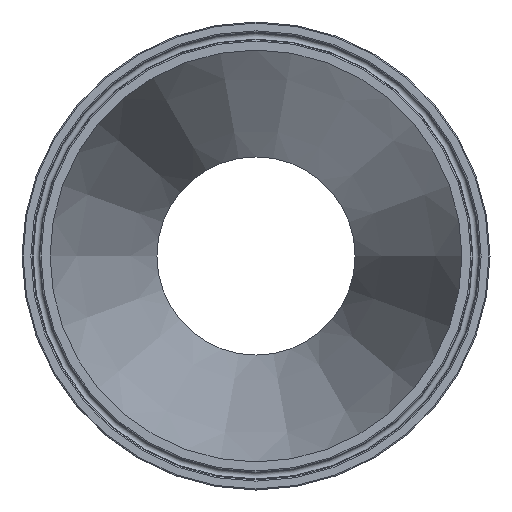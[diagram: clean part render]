
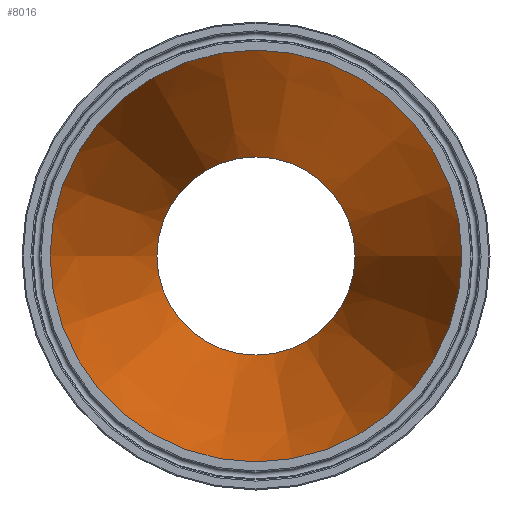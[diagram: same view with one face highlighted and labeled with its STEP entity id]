
A CAD part, left-side view. The second image highlights one B-rep face of the part: STEP entity #8016.
In plain terms, the highlighted conical face has half-angle 15.255 degrees and reference radius 54.381 mm.
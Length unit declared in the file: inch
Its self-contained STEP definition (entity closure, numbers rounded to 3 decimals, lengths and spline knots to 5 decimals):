
#931=FACE_OUTER_BOUND('',#1405,.T.);
#1405=EDGE_LOOP('',(#7371,#7372,#7373,#7374,#7375,#7376));
#1628=CIRCLE('',#8524,1.391);
#1629=CIRCLE('',#8525,1.391);
#1630=CIRCLE('',#8527,2.891);
#1631=CIRCLE('',#8528,2.891);
#2183=LINE('',#17661,#2690);
#2690=VECTOR('',#10044,2.141);
#3838=VERTEX_POINT('',#17655);
#3839=VERTEX_POINT('',#17656);
#3840=VERTEX_POINT('',#17660);
#3841=VERTEX_POINT('',#17662);
#5028=EDGE_CURVE('',#3838,#3839,#1628,.T.);
#5029=EDGE_CURVE('',#3839,#3838,#1629,.T.);
#5030=EDGE_CURVE('',#3839,#3840,#2183,.T.);
#5031=EDGE_CURVE('',#3841,#3840,#1630,.T.);
#5032=EDGE_CURVE('',#3840,#3841,#1631,.T.);
#7371=ORIENTED_EDGE('',*,*,#5028,.T.);
#7372=ORIENTED_EDGE('',*,*,#5030,.T.);
#7373=ORIENTED_EDGE('',*,*,#5031,.F.);
#7374=ORIENTED_EDGE('',*,*,#5032,.F.);
#7375=ORIENTED_EDGE('',*,*,#5030,.F.);
#7376=ORIENTED_EDGE('',*,*,#5029,.T.);
#7539=CONICAL_SURFACE('',#8526,2.141,0.266);
#8016=ADVANCED_FACE('',(#931),#7539,.F.);
#8524=AXIS2_PLACEMENT_3D('',#17657,#10038,#10039);
#8525=AXIS2_PLACEMENT_3D('',#17658,#10040,#10041);
#8526=AXIS2_PLACEMENT_3D('',#17659,#10042,#10043);
#8527=AXIS2_PLACEMENT_3D('',#17663,#10045,#10046);
#8528=AXIS2_PLACEMENT_3D('',#17664,#10047,#10048);
#10038=DIRECTION('center_axis',(1.,0.,0.));
#10039=DIRECTION('ref_axis',(0.,1.,0.));
#10040=DIRECTION('center_axis',(1.,0.,0.));
#10041=DIRECTION('ref_axis',(0.,1.,0.));
#10042=DIRECTION('center_axis',(-1.,0.,0.));
#10043=DIRECTION('ref_axis',(0.,1.,0.));
#10044=DIRECTION('',(-0.965,-0.263,0.));
#10045=DIRECTION('center_axis',(1.,0.,0.));
#10046=DIRECTION('ref_axis',(0.,1.,0.));
#10047=DIRECTION('center_axis',(1.,0.,0.));
#10048=DIRECTION('ref_axis',(0.,1.,0.));
#17655=CARTESIAN_POINT('',(6.55662,1.391,0.));
#17656=CARTESIAN_POINT('',(6.55662,-1.391,0.));
#17657=CARTESIAN_POINT('Origin',(6.55662,0.,
0.));
#17658=CARTESIAN_POINT('Origin',(6.55662,0.,
0.));
#17659=CARTESIAN_POINT('Origin',(3.80662,0.,
0.));
#17660=CARTESIAN_POINT('',(1.05662,-2.891,0.));
#17661=CARTESIAN_POINT('',(3.80662,-2.141,0.));
#17662=CARTESIAN_POINT('',(1.05662,2.891,0.));
#17663=CARTESIAN_POINT('Origin',(1.05662,0.,
0.));
#17664=CARTESIAN_POINT('Origin',(1.05662,0.,
0.));
